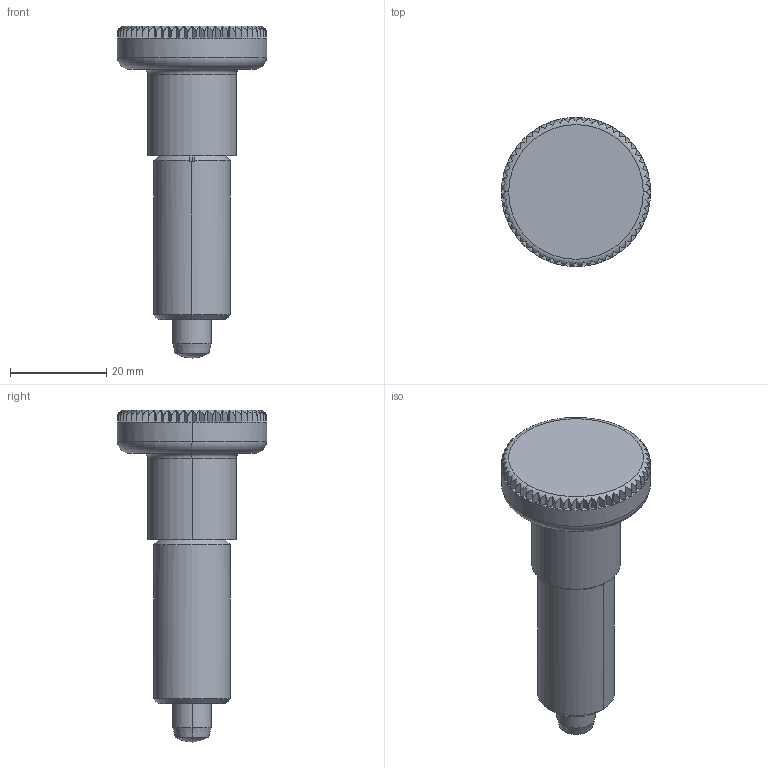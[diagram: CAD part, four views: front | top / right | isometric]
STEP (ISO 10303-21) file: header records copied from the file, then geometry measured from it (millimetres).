
FILE_DESCRIPTION(('STEP AP214'),'1');
FILE_NAME(' ',' ',('TraceParts'),('TraceParts S.A.'),'XStep 1.0',' ',' ');
FILE_SCHEMA(('automotive_design'));
Length unit declared in the file: millimetre
Products named in the file (2): 1; 2
Bounding box: 31 x 31 x 69 mm (x, y, z)
Volume: 19681 mm3; surface area: 6673.4 mm2
Topology: 2 solids, 2 shells, 208 faces, 594 edges, 391 vertices
Faces by surface type: plane 180, cylinder 14, torus 6, cone 6, sphere 2
Entity records: 14850 total; most frequent: CARTESIAN_POINT 2881, STYLED_ITEM 1193, PRESENTATION_STYLE_ASSIGNMENT 1193, COLOUR_RGB 1193, ORIENTED_EDGE 1184, DIRECTION 1060, EDGE_CURVE 592, CURVE_STYLE 592
